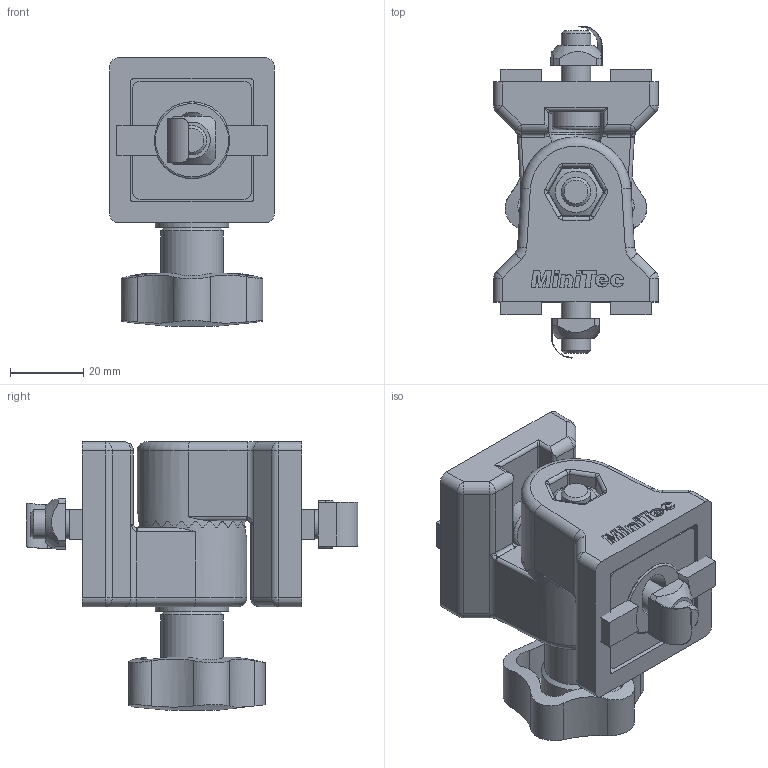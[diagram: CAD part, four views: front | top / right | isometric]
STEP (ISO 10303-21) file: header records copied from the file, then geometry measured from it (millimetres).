
FILE_DESCRIPTION(/* description */ ('Gleitmuttern mit Federblech'),/* implementation_level */ '2;1');
FILE_NAME(/* name */ '212230-7.step',/* time_stamp */ '2021-08-27T14:01:27+02:00',/* author */ ('MuellerJ'),/* organization */ (''),/* preprocessor_version */ 'ST-DEVELOPER v18.1',/* originating_system */ 'Autodesk Inventor 2021',/* authorisation */ '');
FILE_SCHEMA (('AUTOMOTIVE_DESIGN { 1 0 10303 214 3 1 1 }'));
Length unit declared in the file: millimetre
Products named in the file (8): leer; 21-2042-0FZ.003; 21-1351-2FZ.005; leer_1; leer_2; leer_3; 21-2016-0FZ.002; leer_4
Assembly tree (11 placements, depth 2):
  leer
    21-2042-0FZ.003  x2
    21-1351-2FZ.005  x2
    leer_1
    leer_2
    leer_3
    21-2016-0FZ.002  x2
    leer_4  x2
Bounding box: 45 x 90.61 x 73.25 mm (x, y, z)
Volume: 97997.4 mm3; surface area: 38077.1 mm2
Topology: 11 solids, 11 shells, 726 faces, 1880 edges, 1187 vertices
Faces by surface type: plane 363, cylinder 246, torus 38, bspline 32, sphere 30, cone 17
Full cylindrical faces by diameter (mm): 6.647 x1, 8 x7, 8.4 x1, 13 x2, 17 x1, 19 x1, 20 x1, 20.5 x2, 21 x2
Entity records: 13223 total; most frequent: CARTESIAN_POINT 3416, DIRECTION 2003, ORIENTED_EDGE 1990, EDGE_CURVE 995, AXIS2_PLACEMENT_3D 751, VERTEX_POINT 637, LINE 501, VECTOR 501
